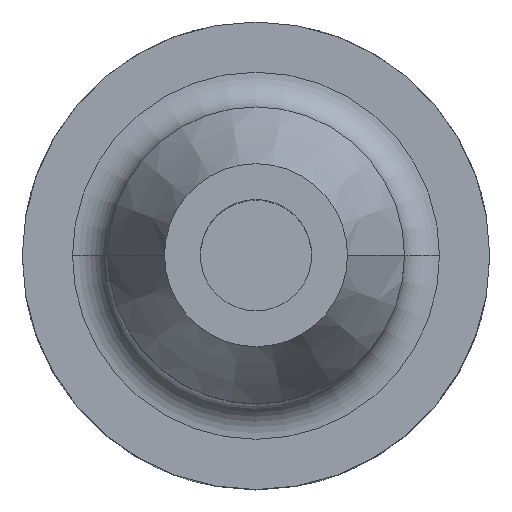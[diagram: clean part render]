
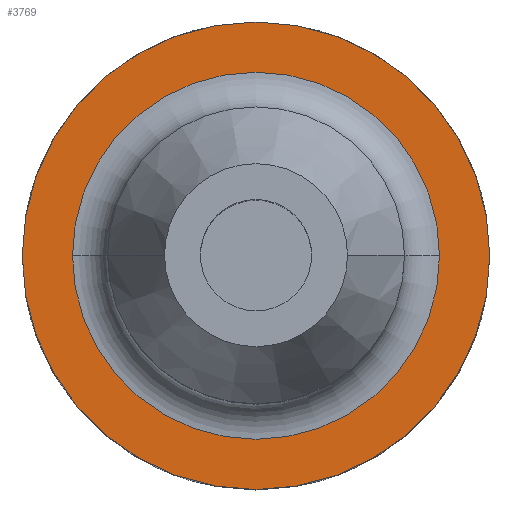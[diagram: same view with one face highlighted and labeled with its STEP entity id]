
A CAD part, top view. The second image highlights one B-rep face of the part: STEP entity #3769.
In plain terms, the highlighted planar face has unit normal (0, 0, 1).
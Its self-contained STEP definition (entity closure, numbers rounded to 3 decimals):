
#86 = VERTEX_POINT ( 'NONE', #2056 ) ;
#220 = EDGE_LOOP ( 'NONE', ( #3073, #3919 ) ) ;
#491 = CARTESIAN_POINT ( 'NONE',  ( 0., 20., 20. ) ) ;
#525 = ORIENTED_EDGE ( 'NONE', *, *, #4404, .T. ) ;
#540 = CARTESIAN_POINT ( 'NONE',  ( 15.7, 0., 20. ) ) ;
#541 = DIRECTION ( 'NONE',  ( 0., 0., -1. ) ) ;
#606 = EDGE_CURVE ( 'NONE', #2472, #86, #2225, .T. ) ;
#735 = AXIS2_PLACEMENT_3D ( 'NONE', #2409, #2361, #4129 ) ;
#826 = EDGE_CURVE ( 'NONE', #3070, #4462, #4185, .T. ) ;
#1262 = CARTESIAN_POINT ( 'NONE',  ( 0., 0., 20. ) ) ;
#1453 = DIRECTION ( 'NONE',  ( 1., 0., 0. ) ) ;
#1717 = EDGE_LOOP ( 'NONE', ( #525, #3719 ) ) ;
#1905 = DIRECTION ( 'NONE',  ( 0., 0., 1. ) ) ;
#1907 = DIRECTION ( 'NONE',  ( 0., 0., -1. ) ) ;
#2056 = CARTESIAN_POINT ( 'NONE',  ( -20., 0., 20. ) ) ;
#2225 = CIRCLE ( 'NONE', #3856, 20. ) ;
#2237 = AXIS2_PLACEMENT_3D ( 'NONE', #1262, #1907, #2599 ) ;
#2361 = DIRECTION ( 'NONE',  ( 0., 0., -1. ) ) ;
#2409 = CARTESIAN_POINT ( 'NONE',  ( 0., 0., 20. ) ) ;
#2413 = FACE_BOUND ( 'NONE', #1717, .T. ) ;
#2472 = VERTEX_POINT ( 'NONE', #2946 ) ;
#2599 = DIRECTION ( 'NONE',  ( -1., 0., 0. ) ) ;
#2614 = CARTESIAN_POINT ( 'NONE',  ( 0., 0., 20. ) ) ;
#2826 = CARTESIAN_POINT ( 'NONE',  ( 0., 0., 20. ) ) ;
#2919 = DIRECTION ( 'NONE',  ( 1., 0., 0. ) ) ;
#2927 = DIRECTION ( 'NONE',  ( -1., 0., 0. ) ) ;
#2946 = CARTESIAN_POINT ( 'NONE',  ( 20., 0., 20. ) ) ;
#3070 = VERTEX_POINT ( 'NONE', #540 ) ;
#3073 = ORIENTED_EDGE ( 'NONE', *, *, #606, .T. ) ;
#3239 = EDGE_CURVE ( 'NONE', #86, #2472, #4360, .T. ) ;
#3539 = AXIS2_PLACEMENT_3D ( 'NONE', #2826, #4132, #1453 ) ;
#3563 = AXIS2_PLACEMENT_3D ( 'NONE', #491, #541, #2927 ) ;
#3605 = CIRCLE ( 'NONE', #2237, 15.7 ) ;
#3619 = PLANE ( 'NONE',  #3563 ) ;
#3632 = CARTESIAN_POINT ( 'NONE',  ( -15.7, 0., 20. ) ) ;
#3719 = ORIENTED_EDGE ( 'NONE', *, *, #826, .T. ) ;
#3769 = ADVANCED_FACE ( 'NONE', ( #2413, #4103 ), #3619, .F. ) ;
#3856 = AXIS2_PLACEMENT_3D ( 'NONE', #2614, #1905, #2919 ) ;
#3919 = ORIENTED_EDGE ( 'NONE', *, *, #3239, .T. ) ;
#4103 = FACE_OUTER_BOUND ( 'NONE', #220, .T. ) ;
#4129 = DIRECTION ( 'NONE',  ( -1., 0., 0. ) ) ;
#4132 = DIRECTION ( 'NONE',  ( 0., 0., 1. ) ) ;
#4185 = CIRCLE ( 'NONE', #735, 15.7 ) ;
#4360 = CIRCLE ( 'NONE', #3539, 20. ) ;
#4404 = EDGE_CURVE ( 'NONE', #4462, #3070, #3605, .T. ) ;
#4462 = VERTEX_POINT ( 'NONE', #3632 ) ;
